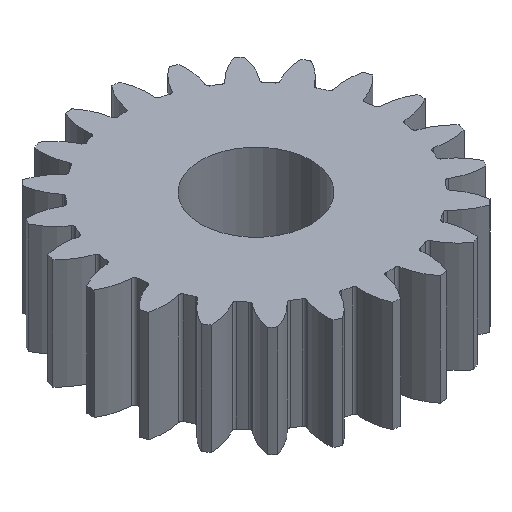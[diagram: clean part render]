
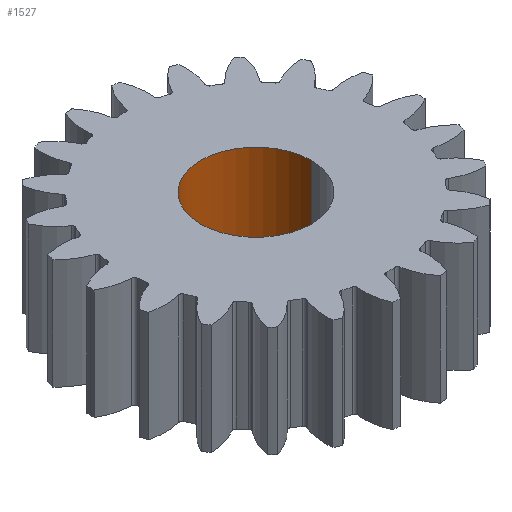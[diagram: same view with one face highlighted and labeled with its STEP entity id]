
A CAD part, isometric view. The second image highlights one B-rep face of the part: STEP entity #1527.
In plain terms, the highlighted cylindrical face has radius 2 mm (diameter 4 mm), a partial arc.
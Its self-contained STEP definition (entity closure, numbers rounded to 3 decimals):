
#70 = EDGE_CURVE ( 'NONE', #982, #1395, #4042, .T. ) ;
#239 = DIRECTION ( 'NONE',  ( 1., 0., 0. ) ) ;
#242 = ORIENTED_EDGE ( 'NONE', *, *, #70, .T. ) ;
#390 = VECTOR ( 'NONE', #953, 1000. ) ;
#455 = DIRECTION ( 'NONE',  ( 0., 0., -1. ) ) ;
#613 = ORIENTED_EDGE ( 'NONE', *, *, #3366, .F. ) ;
#725 = CIRCLE ( 'NONE', #2713, 2. ) ;
#953 = DIRECTION ( 'NONE',  ( 0., 0., -1. ) ) ;
#966 = AXIS2_PLACEMENT_3D ( 'NONE', #1368, #4681, #1407 ) ;
#982 = VERTEX_POINT ( 'NONE', #4707 ) ;
#1333 = CARTESIAN_POINT ( 'NONE',  ( -112.97, -7.06, 44.593 ) ) ;
#1368 = CARTESIAN_POINT ( 'NONE',  ( -112.97, -7.06, 90.593 ) ) ;
#1395 = VERTEX_POINT ( 'NONE', #2964 ) ;
#1407 = DIRECTION ( 'NONE',  ( -1., 0., 0. ) ) ;
#1469 = EDGE_CURVE ( 'NONE', #3145, #1473, #725, .T. ) ;
#1473 = VERTEX_POINT ( 'NONE', #1816 ) ;
#1484 = LINE ( 'NONE', #2166, #4652 ) ;
#1527 = ADVANCED_FACE ( 'NONE', ( #1697 ), #3242, .F. ) ;
#1697 = FACE_OUTER_BOUND ( 'NONE', #1937, .T. ) ;
#1806 = CARTESIAN_POINT ( 'NONE',  ( -114.97, -7.06, 90.593 ) ) ;
#1816 = CARTESIAN_POINT ( 'NONE',  ( -114.97, -7.06, 44.593 ) ) ;
#1937 = EDGE_LOOP ( 'NONE', ( #613, #2333, #2245, #242 ) ) ;
#1994 = EDGE_CURVE ( 'NONE', #1473, #982, #4728, .T. ) ;
#2166 = CARTESIAN_POINT ( 'NONE',  ( -110.97, -7.06, 90.593 ) ) ;
#2245 = ORIENTED_EDGE ( 'NONE', *, *, #1994, .T. ) ;
#2328 = CARTESIAN_POINT ( 'NONE',  ( -110.97, -7.06, 44.593 ) ) ;
#2333 = ORIENTED_EDGE ( 'NONE', *, *, #1469, .T. ) ;
#2713 = AXIS2_PLACEMENT_3D ( 'NONE', #1333, #4224, #3451 ) ;
#2718 = DIRECTION ( 'NONE',  ( 0., 0., -1. ) ) ;
#2964 = CARTESIAN_POINT ( 'NONE',  ( -110.97, -7.06, 40.693 ) ) ;
#3145 = VERTEX_POINT ( 'NONE', #2328 ) ;
#3242 = CYLINDRICAL_SURFACE ( 'NONE', #966, 2. ) ;
#3366 = EDGE_CURVE ( 'NONE', #3145, #1395, #1484, .T. ) ;
#3451 = DIRECTION ( 'NONE',  ( -1., 0., 0. ) ) ;
#3528 = AXIS2_PLACEMENT_3D ( 'NONE', #4781, #2718, #239 ) ;
#4042 = CIRCLE ( 'NONE', #3528, 2. ) ;
#4224 = DIRECTION ( 'NONE',  ( 0., 0., 1. ) ) ;
#4652 = VECTOR ( 'NONE', #455, 1000. ) ;
#4681 = DIRECTION ( 'NONE',  ( 0., 0., -1. ) ) ;
#4707 = CARTESIAN_POINT ( 'NONE',  ( -114.97, -7.06, 40.693 ) ) ;
#4728 = LINE ( 'NONE', #1806, #390 ) ;
#4781 = CARTESIAN_POINT ( 'NONE',  ( -112.97, -7.06, 40.693 ) ) ;
